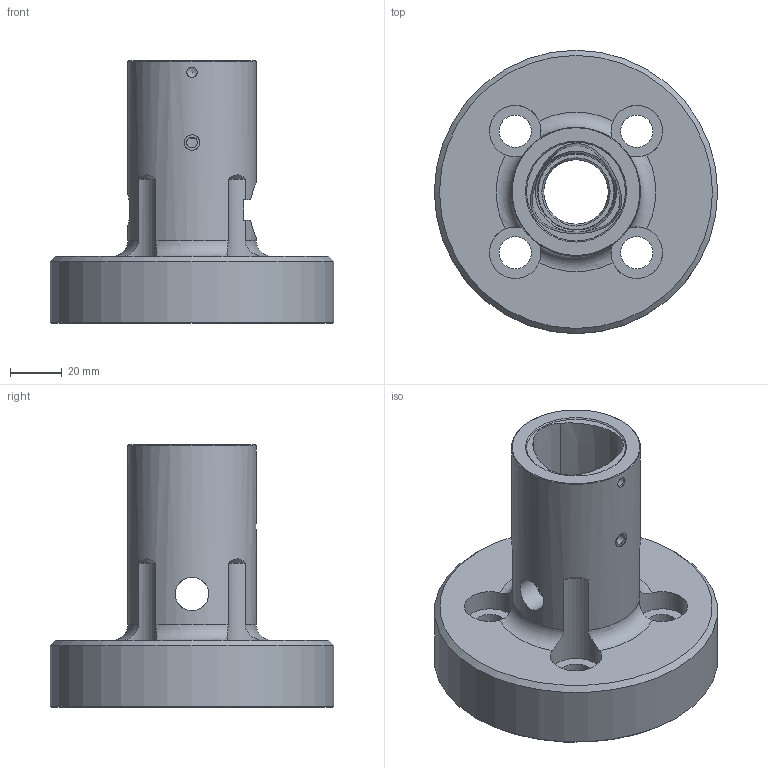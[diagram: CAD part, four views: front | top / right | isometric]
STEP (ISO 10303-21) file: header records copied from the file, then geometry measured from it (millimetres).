
FILE_DESCRIPTION(/* description */ (''),/* implementation_level */ '2;1');
FILE_NAME(/* name */ '1561613165764.stp',/* time_stamp */ '2019-06-27T07:26:10+02:00',/* author */ (''),/* organization */ ('SMS'),/* preprocessor_version */ 'ST-DEVELOPER v16.7',/* originating_system */ 'SIEMENS PLM Software NX 12.0',/* authorisation */ '');
FILE_SCHEMA (('AUTOMOTIVE_DESIGN { 1 0 10303 214 3 1 1 1 }'));
Length unit declared in the file: millimetre
Products named in the file (1): 202378459mod000_00
Bounding box: 110 x 110 x 102 mm (x, y, z)
Volume: 224161.1 mm3; surface area: 54202.3 mm2
Topology: 1 solids, 1 shells, 133 faces, 350 edges, 225 vertices
Faces by surface type: cylinder 44, plane 43, cone 30, torus 16
Full cylindrical faces by diameter (mm): 3 x1, 4 x1, 4.2 x1, 6 x1, 12.55 x4, 13.009 x1, 20 x4, 22.011 x1, 25.026 x1, 30.031 x1, 30.2 x1, 31 x1, 50 x1, 88.887 x1, 89.487 x1, 110 x1
Entity records: 4266 total; most frequent: CARTESIAN_POINT 1203, DIRECTION 650, ORIENTED_EDGE 562, EDGE_CURVE 281, AXIS2_PLACEMENT_3D 278, VERTEX_POINT 202, EDGE_LOOP 200, CIRCLE 134
